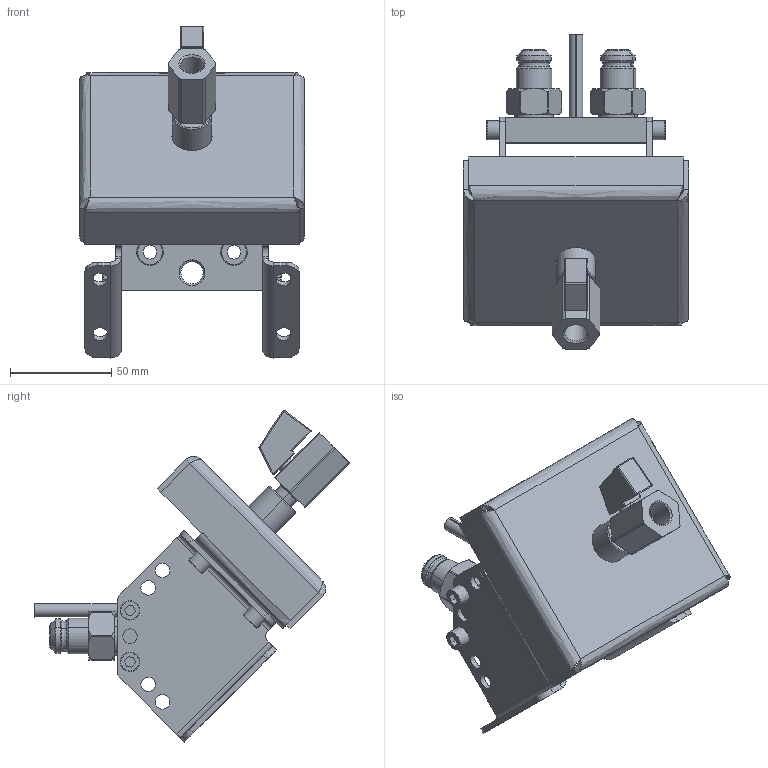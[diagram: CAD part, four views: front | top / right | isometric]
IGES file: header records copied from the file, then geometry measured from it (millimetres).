
Start section:  PTC IGES file: ilc56000801.igs
Global section: file name: ilc56000801.igs; native system: Creo Parametric by Parametric Technology Corporation; preprocessor: 2013320; author: maj; organization: Unknown; date: 20170504.151557; units: inch
Bounding box: 111.02 x 155.12 x 163.72 mm (x, y, z)
Surface area: 95758.7 mm2 (no closed solid volume)
Topology: 0 solids, 0 shells, 574 faces, 3981 edges, 5112 vertices
Faces by surface type: revolution 326, bspline 248
